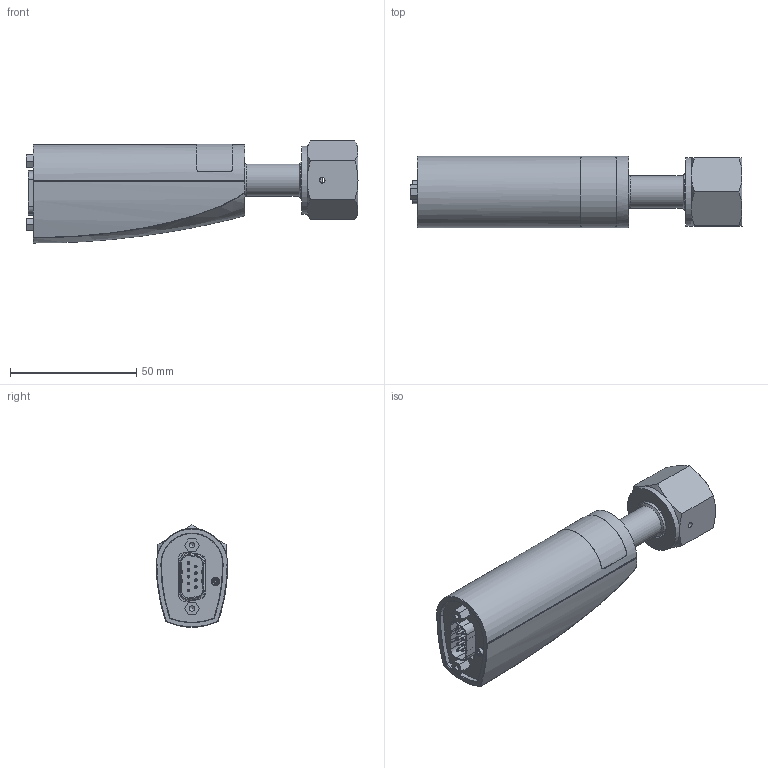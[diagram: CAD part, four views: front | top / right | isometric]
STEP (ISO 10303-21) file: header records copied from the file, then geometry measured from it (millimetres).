
FILE_DESCRIPTION((''),'2;1');
FILE_NAME('CDG020D_Dsub_8-VCRf.stp','2012-06-27T16:53:55',('BEM'),(''),'Autodesk Inventor 2012','Autodesk Inventor 2012','');
FILE_SCHEMA(('AUTOMOTIVE_DESIGN { 1 0 10303 214 1 1 1 1 }'));
Length unit declared in the file: millimetre
Products named in the file (1): CDG020D_Dsub_8-VCRf
Bounding box: 131.72 x 28.3 x 40.5 mm (x, y, z)
Volume: 40139 mm3; surface area: 37426.9 mm2
Topology: 1 solids, 1 shells, 1153 faces, 3271 edges, 2124 vertices
Faces by surface type: plane 717, cylinder 350, cone 34, torus 23, bspline 23, sphere 6
Full cylindrical faces by diameter (mm): 1.1 x1, 2.013 x2, 2.156 x2, 2.286 x2, 2.845 x2, 3 x1, 3.2 x4, 3.7 x2, 10.16 x1, 10.2 x1, 12.7 x1, 13.5 x1, 14 x1, 14.46 x1, 15.494 x1, 16 x1, 17.5 x1, 17.78 x1, 19.05 x1, 23 x1, 26.988 x1
Entity records: 41504 total; most frequent: CARTESIAN_POINT 10050, ORIENTED_EDGE 6378, DIRECTION 6294, EDGE_CURVE 3189, VECTOR 2158, LINE 2158, VERTEX_POINT 2097, AXIS2_PLACEMENT_3D 2068
